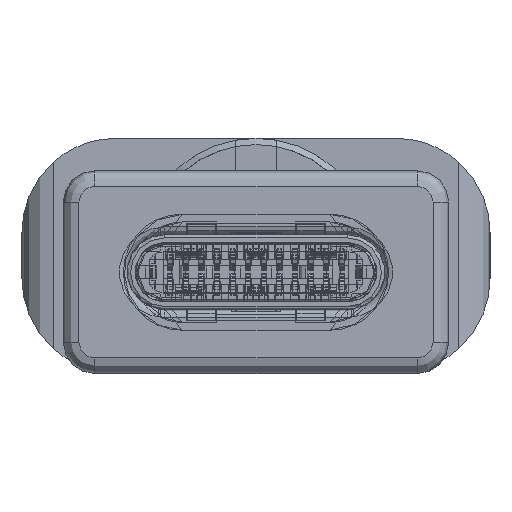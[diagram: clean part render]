
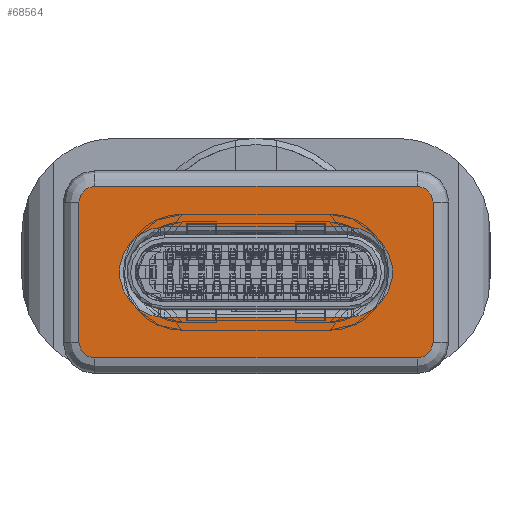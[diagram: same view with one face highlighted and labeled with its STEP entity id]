
A CAD part, left-side view. The second image highlights one B-rep face of the part: STEP entity #68564.
In plain terms, the highlighted planar face has unit normal (-1, 0, 0).
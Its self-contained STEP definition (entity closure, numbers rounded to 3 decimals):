
#1796=CIRCLE('',#71601,0.5);
#1797=CIRCLE('',#71603,0.5);
#1809=CIRCLE('',#71618,0.5);
#1819=CIRCLE('',#71634,0.5);
#1823=CIRCLE('',#71641,1.45);
#1824=CIRCLE('',#71642,1.45);
#5810=ORIENTED_EDGE('',*,*,#19496,.T.);
#5811=ORIENTED_EDGE('',*,*,#19497,.T.);
#5812=ORIENTED_EDGE('',*,*,#19498,.T.);
#5813=ORIENTED_EDGE('',*,*,#19499,.T.);
#5814=ORIENTED_EDGE('',*,*,#19455,.T.);
#5815=ORIENTED_EDGE('',*,*,#19500,.T.);
#5816=ORIENTED_EDGE('',*,*,#19456,.T.);
#5817=ORIENTED_EDGE('',*,*,#19447,.T.);
#5818=ORIENTED_EDGE('',*,*,#19490,.T.);
#5819=ORIENTED_EDGE('',*,*,#19501,.T.);
#5820=ORIENTED_EDGE('',*,*,#19474,.T.);
#5821=ORIENTED_EDGE('',*,*,#19445,.T.);
#19445=EDGE_CURVE('',#26474,#26477,#31504,.T.);
#19447=EDGE_CURVE('',#26480,#26479,#31505,.F.);
#19455=EDGE_CURVE('',#26477,#26485,#1796,.T.);
#19456=EDGE_CURVE('',#26486,#26480,#1797,.T.);
#19474=EDGE_CURVE('',#26495,#26474,#1809,.T.);
#19490=EDGE_CURVE('',#26479,#26504,#1819,.T.);
#19496=EDGE_CURVE('',#26506,#26507,#31521,.T.);
#19497=EDGE_CURVE('',#26507,#26508,#1823,.F.);
#19498=EDGE_CURVE('',#26508,#26509,#31522,.T.);
#19499=EDGE_CURVE('',#26509,#26506,#1824,.F.);
#19500=EDGE_CURVE('',#26485,#26486,#31523,.F.);
#19501=EDGE_CURVE('',#26504,#26495,#31524,.T.);
#26474=VERTEX_POINT('',#92706);
#26477=VERTEX_POINT('',#92711);
#26479=VERTEX_POINT('',#92716);
#26480=VERTEX_POINT('',#92718);
#26485=VERTEX_POINT('',#92732);
#26486=VERTEX_POINT('',#92736);
#26495=VERTEX_POINT('',#92764);
#26504=VERTEX_POINT('',#92796);
#26506=VERTEX_POINT('',#92808);
#26507=VERTEX_POINT('',#92809);
#26508=VERTEX_POINT('',#92811);
#26509=VERTEX_POINT('',#92813);
#31504=LINE('',#92712,#37318);
#31505=LINE('',#92717,#37319);
#31521=LINE('',#92807,#37335);
#31522=LINE('',#92812,#37336);
#31523=LINE('',#92815,#37337);
#31524=LINE('',#92816,#37338);
#37318=VECTOR('',#77965,1000.);
#37319=VECTOR('',#77970,1000.);
#37335=VECTOR('',#78082,1000.);
#37336=VECTOR('',#78085,1000.);
#37337=VECTOR('',#78088,1000.);
#37338=VECTOR('',#78089,1000.);
#42566=EDGE_LOOP('',(#5810,#5811,#5812,#5813));
#42567=EDGE_LOOP('',(#5814,#5815,#5816,#5817,#5818,#5819,#5820,#5821));
#45372=FACE_BOUND('',#42566,.T.);
#45373=FACE_BOUND('',#42567,.T.);
#47959=PLANE('',#71640);
#68564=ADVANCED_FACE('',(#45372,#45373),#47959,.T.);
#71601=AXIS2_PLACEMENT_3D('',#92733,#77988,#77989);
#71603=AXIS2_PLACEMENT_3D('',#92735,#77992,#77993);
#71618=AXIS2_PLACEMENT_3D('',#92767,#78028,#78029);
#71634=AXIS2_PLACEMENT_3D('',#92797,#78066,#78067);
#71640=AXIS2_PLACEMENT_3D('',#92806,#78080,#78081);
#71641=AXIS2_PLACEMENT_3D('',#92810,#78083,#78084);
#71642=AXIS2_PLACEMENT_3D('',#92814,#78086,#78087);
#77965=DIRECTION('',(0.,0.,1.));
#77970=DIRECTION('',(0.,0.,1.));
#77988=DIRECTION('',(-1.,0.,0.));
#77989=DIRECTION('',(0.,-1.,0.));
#77992=DIRECTION('',(-1.,0.,0.));
#77993=DIRECTION('',(0.,-1.,0.));
#78028=DIRECTION('',(-1.,0.,0.));
#78029=DIRECTION('',(0.,-1.,0.));
#78066=DIRECTION('',(-1.,0.,0.));
#78067=DIRECTION('',(0.,-1.,0.));
#78080=DIRECTION('',(-1.,0.,0.));
#78081=DIRECTION('',(0.,-1.,0.));
#78082=DIRECTION('',(0.,1.,0.));
#78083=DIRECTION('',(-1.,0.,0.));
#78084=DIRECTION('',(0.,-1.,0.));
#78085=DIRECTION('',(0.,-1.,0.));
#78086=DIRECTION('',(-1.,0.,0.));
#78087=DIRECTION('',(0.,-1.,0.));
#78088=DIRECTION('',(0.,-1.,0.));
#78089=DIRECTION('',(0.,-1.,0.));
#92706=CARTESIAN_POINT('',(-980.938,-3.011,2.804));
#92711=CARTESIAN_POINT('',(-980.938,-3.011,7.304));
#92712=CARTESIAN_POINT('',(-980.938,-3.011,1.804));
#92716=CARTESIAN_POINT('',(-980.938,8.339,2.804));
#92717=CARTESIAN_POINT('',(-980.938,8.339,1.804));
#92718=CARTESIAN_POINT('',(-980.938,8.339,7.304));
#92732=CARTESIAN_POINT('',(-980.938,-2.511,7.804));
#92733=CARTESIAN_POINT('',(-980.938,-2.511,7.304));
#92735=CARTESIAN_POINT('',(-980.938,7.839,7.304));
#92736=CARTESIAN_POINT('',(-980.938,7.839,7.804));
#92764=CARTESIAN_POINT('',(-980.938,-2.511,2.304));
#92767=CARTESIAN_POINT('',(-980.938,-2.511,2.804));
#92796=CARTESIAN_POINT('',(-980.938,7.839,2.304));
#92797=CARTESIAN_POINT('',(-980.938,7.839,2.804));
#92806=CARTESIAN_POINT('',(-980.938,8.839,1.804));
#92807=CARTESIAN_POINT('',(-980.938,8.839,3.604));
#92808=CARTESIAN_POINT('',(-980.938,-0.261,3.604));
#92809=CARTESIAN_POINT('',(-980.938,5.589,3.604));
#92810=CARTESIAN_POINT('',(-980.938,5.589,5.054));
#92811=CARTESIAN_POINT('',(-980.938,5.589,6.504));
#92812=CARTESIAN_POINT('',(-980.938,8.839,6.504));
#92813=CARTESIAN_POINT('',(-980.938,-0.261,6.504));
#92814=CARTESIAN_POINT('',(-980.938,-0.261,5.054));
#92815=CARTESIAN_POINT('',(-980.938,8.839,7.804));
#92816=CARTESIAN_POINT('',(-980.938,-2.511,2.304));
